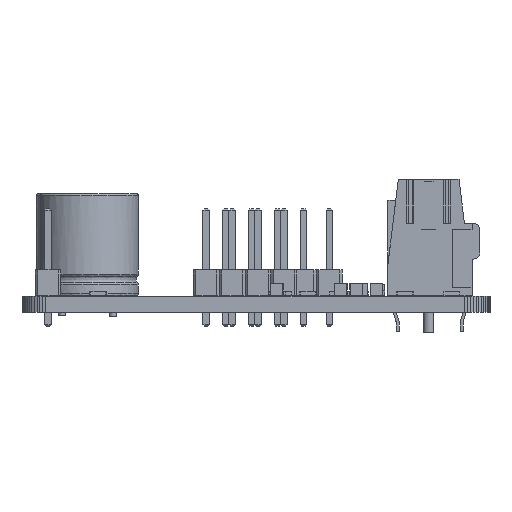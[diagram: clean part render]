
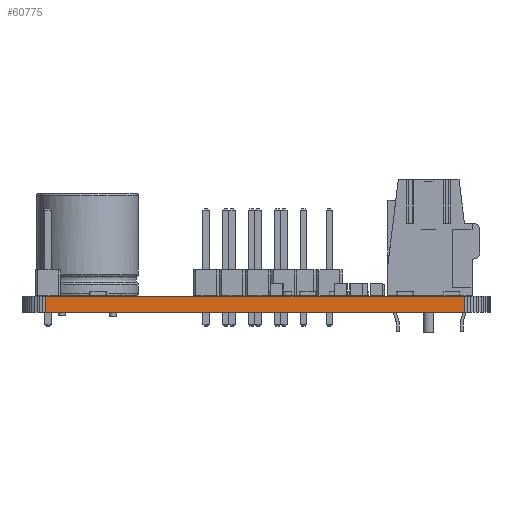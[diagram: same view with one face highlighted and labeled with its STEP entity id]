
A CAD part, left-side view. The second image highlights one B-rep face of the part: STEP entity #60775.
In plain terms, the highlighted planar face has unit normal (-1, 0, 0).
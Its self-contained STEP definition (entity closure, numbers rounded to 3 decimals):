
#50124 = PLANE('',#50125);
#50125 = AXIS2_PLACEMENT_3D('',#50126,#50127,#50128);
#50126 = CARTESIAN_POINT('',(156.81,-124.384,1.58));
#50127 = DIRECTION('',(-0.,-0.,-1.));
#50128 = DIRECTION('',(-1.,0.,0.));
#50178 = PLANE('',#50179);
#50179 = AXIS2_PLACEMENT_3D('',#50180,#50181,#50182);
#50180 = CARTESIAN_POINT('',(156.81,-124.384,0.));
#50181 = DIRECTION('',(-0.,-0.,-1.));
#50182 = DIRECTION('',(-1.,0.,0.));
#51435 = VERTEX_POINT('',#51436);
#51436 = CARTESIAN_POINT('',(73.66,-144.78,0.));
#51450 = PLANE('',#51451);
#51451 = AXIS2_PLACEMENT_3D('',#51452,#51453,#51454);
#51452 = CARTESIAN_POINT('',(73.679,-145.086,0.));
#51453 = DIRECTION('',(-0.998,-0.06,0.));
#51454 = DIRECTION('',(-0.06,0.998,0.));
#51462 = EDGE_CURVE('',#51435,#51463,#51465,.T.);
#51463 = VERTEX_POINT('',#51464);
#51464 = CARTESIAN_POINT('',(73.653,-103.796,0.));
#51465 = SURFACE_CURVE('',#51466,(#51470,#51477),.PCURVE_S1.);
#51466 = LINE('',#51467,#51468);
#51467 = CARTESIAN_POINT('',(73.66,-144.78,0.));
#51468 = VECTOR('',#51469,1.);
#51469 = DIRECTION('',(0.,1.,0.));
#51470 = PCURVE('',#50178,#51471);
#51471 = DEFINITIONAL_REPRESENTATION('',(#51472),#51476);
#51472 = LINE('',#51473,#51474);
#51473 = CARTESIAN_POINT('',(83.15,-20.396));
#51474 = VECTOR('',#51475,1.);
#51475 = DIRECTION('',(0.,1.));
#51476 = ( GEOMETRIC_REPRESENTATION_CONTEXT(2) 
PARAMETRIC_REPRESENTATION_CONTEXT() REPRESENTATION_CONTEXT('2D SPACE',''
  ) );
#51477 = PCURVE('',#51478,#51483);
#51478 = PLANE('',#51479);
#51479 = AXIS2_PLACEMENT_3D('',#51480,#51481,#51482);
#51480 = CARTESIAN_POINT('',(73.66,-144.78,0.));
#51481 = DIRECTION('',(-1.,0.,0.));
#51482 = DIRECTION('',(0.,1.,0.));
#51483 = DEFINITIONAL_REPRESENTATION('',(#51484),#51488);
#51484 = LINE('',#51485,#51486);
#51485 = CARTESIAN_POINT('',(0.,0.));
#51486 = VECTOR('',#51487,1.);
#51487 = DIRECTION('',(1.,0.));
#51488 = ( GEOMETRIC_REPRESENTATION_CONTEXT(2) 
PARAMETRIC_REPRESENTATION_CONTEXT() REPRESENTATION_CONTEXT('2D SPACE',''
  ) );
#51506 = PLANE('',#51507);
#51507 = AXIS2_PLACEMENT_3D('',#51508,#51509,#51510);
#51508 = CARTESIAN_POINT('',(73.653,-103.796,0.));
#51509 = DIRECTION('',(-0.998,0.063,0.));
#51510 = DIRECTION('',(0.063,0.998,0.));
#56538 = VERTEX_POINT('',#56539);
#56539 = CARTESIAN_POINT('',(73.66,-144.78,1.58));
#56560 = EDGE_CURVE('',#56538,#56561,#56563,.T.);
#56561 = VERTEX_POINT('',#56562);
#56562 = CARTESIAN_POINT('',(73.653,-103.796,1.58));
#56563 = SURFACE_CURVE('',#56564,(#56568,#56575),.PCURVE_S1.);
#56564 = LINE('',#56565,#56566);
#56565 = CARTESIAN_POINT('',(73.66,-144.78,1.58));
#56566 = VECTOR('',#56567,1.);
#56567 = DIRECTION('',(0.,1.,0.));
#56568 = PCURVE('',#50124,#56569);
#56569 = DEFINITIONAL_REPRESENTATION('',(#56570),#56574);
#56570 = LINE('',#56571,#56572);
#56571 = CARTESIAN_POINT('',(83.15,-20.396));
#56572 = VECTOR('',#56573,1.);
#56573 = DIRECTION('',(0.,1.));
#56574 = ( GEOMETRIC_REPRESENTATION_CONTEXT(2) 
PARAMETRIC_REPRESENTATION_CONTEXT() REPRESENTATION_CONTEXT('2D SPACE',''
  ) );
#56575 = PCURVE('',#51478,#56576);
#56576 = DEFINITIONAL_REPRESENTATION('',(#56577),#56581);
#56577 = LINE('',#56578,#56579);
#56578 = CARTESIAN_POINT('',(0.,-1.58));
#56579 = VECTOR('',#56580,1.);
#56580 = DIRECTION('',(1.,0.));
#56581 = ( GEOMETRIC_REPRESENTATION_CONTEXT(2) 
PARAMETRIC_REPRESENTATION_CONTEXT() REPRESENTATION_CONTEXT('2D SPACE',''
  ) );
#60725 = EDGE_CURVE('',#51463,#56561,#60726,.T.);
#60726 = SURFACE_CURVE('',#60727,(#60731,#60738),.PCURVE_S1.);
#60727 = LINE('',#60728,#60729);
#60728 = CARTESIAN_POINT('',(73.653,-103.796,0.));
#60729 = VECTOR('',#60730,1.);
#60730 = DIRECTION('',(0.,0.,1.));
#60731 = PCURVE('',#51506,#60732);
#60732 = DEFINITIONAL_REPRESENTATION('',(#60733),#60737);
#60733 = LINE('',#60734,#60735);
#60734 = CARTESIAN_POINT('',(0.,0.));
#60735 = VECTOR('',#60736,1.);
#60736 = DIRECTION('',(0.,-1.));
#60737 = ( GEOMETRIC_REPRESENTATION_CONTEXT(2) 
PARAMETRIC_REPRESENTATION_CONTEXT() REPRESENTATION_CONTEXT('2D SPACE',''
  ) );
#60738 = PCURVE('',#51478,#60739);
#60739 = DEFINITIONAL_REPRESENTATION('',(#60740),#60744);
#60740 = LINE('',#60741,#60742);
#60741 = CARTESIAN_POINT('',(40.984,0.));
#60742 = VECTOR('',#60743,1.);
#60743 = DIRECTION('',(0.,-1.));
#60744 = ( GEOMETRIC_REPRESENTATION_CONTEXT(2) 
PARAMETRIC_REPRESENTATION_CONTEXT() REPRESENTATION_CONTEXT('2D SPACE',''
  ) );
#60775 = ADVANCED_FACE('',(#60776),#51478,.T.);
#60776 = FACE_BOUND('',#60777,.T.);
#60777 = EDGE_LOOP('',(#60778,#60799,#60800,#60801));
#60778 = ORIENTED_EDGE('',*,*,#60779,.T.);
#60779 = EDGE_CURVE('',#51435,#56538,#60780,.T.);
#60780 = SURFACE_CURVE('',#60781,(#60785,#60792),.PCURVE_S1.);
#60781 = LINE('',#60782,#60783);
#60782 = CARTESIAN_POINT('',(73.66,-144.78,0.));
#60783 = VECTOR('',#60784,1.);
#60784 = DIRECTION('',(0.,0.,1.));
#60785 = PCURVE('',#51478,#60786);
#60786 = DEFINITIONAL_REPRESENTATION('',(#60787),#60791);
#60787 = LINE('',#60788,#60789);
#60788 = CARTESIAN_POINT('',(0.,0.));
#60789 = VECTOR('',#60790,1.);
#60790 = DIRECTION('',(0.,-1.));
#60791 = ( GEOMETRIC_REPRESENTATION_CONTEXT(2) 
PARAMETRIC_REPRESENTATION_CONTEXT() REPRESENTATION_CONTEXT('2D SPACE',''
  ) );
#60792 = PCURVE('',#51450,#60793);
#60793 = DEFINITIONAL_REPRESENTATION('',(#60794),#60798);
#60794 = LINE('',#60795,#60796);
#60795 = CARTESIAN_POINT('',(0.307,0.));
#60796 = VECTOR('',#60797,1.);
#60797 = DIRECTION('',(0.,-1.));
#60798 = ( GEOMETRIC_REPRESENTATION_CONTEXT(2) 
PARAMETRIC_REPRESENTATION_CONTEXT() REPRESENTATION_CONTEXT('2D SPACE',''
  ) );
#60799 = ORIENTED_EDGE('',*,*,#56560,.T.);
#60800 = ORIENTED_EDGE('',*,*,#60725,.F.);
#60801 = ORIENTED_EDGE('',*,*,#51462,.F.);
